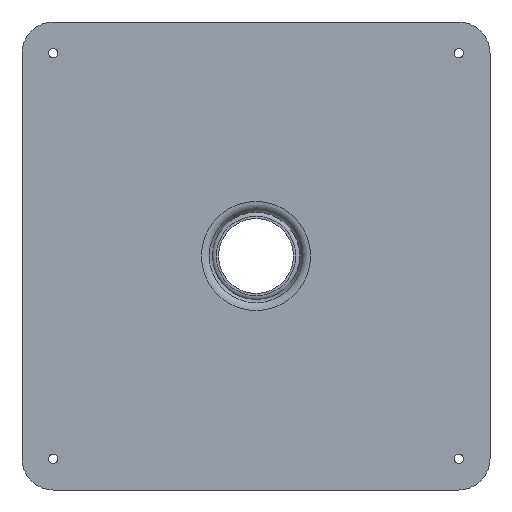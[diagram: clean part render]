
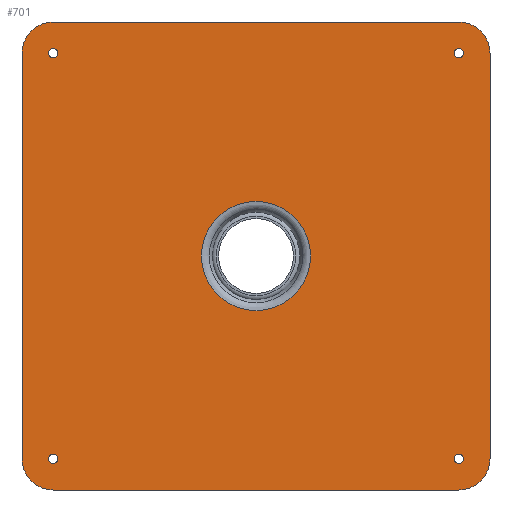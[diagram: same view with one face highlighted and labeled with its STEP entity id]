
A CAD part, front view. The second image highlights one B-rep face of the part: STEP entity #701.
In plain terms, the highlighted planar face has unit normal (0, -1, 0).
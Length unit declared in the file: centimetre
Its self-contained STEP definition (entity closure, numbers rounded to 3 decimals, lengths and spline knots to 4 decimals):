
#39=FACE_BOUND('',#238,.T.);
#40=FACE_BOUND('',#239,.T.);
#41=FACE_BOUND('',#240,.T.);
#42=FACE_BOUND('',#241,.T.);
#43=FACE_BOUND('',#242,.T.);
#54=PLANE('',#809);
#89=LINE('',#1222,#123);
#93=LINE('',#1234,#127);
#97=LINE('',#1246,#131);
#101=LINE('',#1257,#135);
#123=VECTOR('',#1015,10.);
#127=VECTOR('',#1027,10.);
#131=VECTOR('',#1039,10.);
#135=VECTOR('',#1051,10.);
#185=FACE_OUTER_BOUND('',#237,.T.);
#237=EDGE_LOOP('',(#637,#638,#639,#640,#641,#642,#643,#644));
#238=EDGE_LOOP('',(#645));
#239=EDGE_LOOP('',(#646));
#240=EDGE_LOOP('',(#647));
#241=EDGE_LOOP('',(#648));
#242=EDGE_LOOP('',(#649));
#279=CIRCLE('',#766,35.);
#290=CIRCLE('',#782,3.);
#292=CIRCLE('',#785,3.);
#294=CIRCLE('',#788,3.);
#296=CIRCLE('',#791,3.);
#297=CIRCLE('',#793,20.);
#299=CIRCLE('',#797,20.);
#301=CIRCLE('',#801,20.);
#303=CIRCLE('',#805,20.);
#334=VERTEX_POINT('',#1164);
#342=VERTEX_POINT('',#1190);
#344=VERTEX_POINT('',#1196);
#346=VERTEX_POINT('',#1202);
#348=VERTEX_POINT('',#1208);
#349=VERTEX_POINT('',#1212);
#350=VERTEX_POINT('',#1213);
#353=VERTEX_POINT('',#1221);
#355=VERTEX_POINT('',#1227);
#357=VERTEX_POINT('',#1233);
#359=VERTEX_POINT('',#1239);
#361=VERTEX_POINT('',#1245);
#363=VERTEX_POINT('',#1251);
#413=EDGE_CURVE('',#334,#334,#279,.T.);
#426=EDGE_CURVE('',#342,#342,#290,.T.);
#429=EDGE_CURVE('',#344,#344,#292,.T.);
#432=EDGE_CURVE('',#346,#346,#294,.T.);
#435=EDGE_CURVE('',#348,#348,#296,.T.);
#436=EDGE_CURVE('',#349,#350,#297,.T.);
#440=EDGE_CURVE('',#350,#353,#89,.T.);
#443=EDGE_CURVE('',#353,#355,#299,.T.);
#446=EDGE_CURVE('',#355,#357,#93,.T.);
#449=EDGE_CURVE('',#357,#359,#301,.T.);
#452=EDGE_CURVE('',#359,#361,#97,.T.);
#455=EDGE_CURVE('',#361,#363,#303,.T.);
#458=EDGE_CURVE('',#363,#349,#101,.T.);
#637=ORIENTED_EDGE('',*,*,#436,.F.);
#638=ORIENTED_EDGE('',*,*,#458,.F.);
#639=ORIENTED_EDGE('',*,*,#455,.F.);
#640=ORIENTED_EDGE('',*,*,#452,.F.);
#641=ORIENTED_EDGE('',*,*,#449,.F.);
#642=ORIENTED_EDGE('',*,*,#446,.F.);
#643=ORIENTED_EDGE('',*,*,#443,.F.);
#644=ORIENTED_EDGE('',*,*,#440,.F.);
#645=ORIENTED_EDGE('',*,*,#413,.F.);
#646=ORIENTED_EDGE('',*,*,#426,.T.);
#647=ORIENTED_EDGE('',*,*,#429,.T.);
#648=ORIENTED_EDGE('',*,*,#432,.T.);
#649=ORIENTED_EDGE('',*,*,#435,.T.);
#701=ADVANCED_FACE('',(#185,#39,#40,#41,#42,#43),#54,.T.);
#766=AXIS2_PLACEMENT_3D('',#1166,#948,#949);
#782=AXIS2_PLACEMENT_3D('',#1192,#982,#983);
#785=AXIS2_PLACEMENT_3D('',#1198,#989,#990);
#788=AXIS2_PLACEMENT_3D('',#1204,#996,#997);
#791=AXIS2_PLACEMENT_3D('',#1210,#1003,#1004);
#793=AXIS2_PLACEMENT_3D('',#1214,#1007,#1008);
#797=AXIS2_PLACEMENT_3D('',#1228,#1020,#1021);
#801=AXIS2_PLACEMENT_3D('',#1240,#1032,#1033);
#805=AXIS2_PLACEMENT_3D('',#1252,#1044,#1045);
#809=AXIS2_PLACEMENT_3D('',#1260,#1055,#1056);
#948=DIRECTION('center_axis',(0.,-1.,0.));
#949=DIRECTION('ref_axis',(1.,0.,0.));
#982=DIRECTION('center_axis',(0.,1.,0.));
#983=DIRECTION('ref_axis',(-1.,0.,0.));
#989=DIRECTION('center_axis',(0.,1.,0.));
#990=DIRECTION('ref_axis',(-1.,0.,0.));
#996=DIRECTION('center_axis',(0.,1.,0.));
#997=DIRECTION('ref_axis',(-1.,0.,0.));
#1003=DIRECTION('center_axis',(0.,1.,0.));
#1004=DIRECTION('ref_axis',(-1.,0.,0.));
#1007=DIRECTION('center_axis',(0.,1.,0.));
#1008=DIRECTION('ref_axis',(0.,0.,
-1.));
#1015=DIRECTION('',(-1.,0.,0.));
#1020=DIRECTION('center_axis',(0.,1.,0.));
#1021=DIRECTION('ref_axis',(-1.,0.,0.));
#1027=DIRECTION('',(0.,0.,1.));
#1032=DIRECTION('center_axis',(0.,1.,0.));
#1033=DIRECTION('ref_axis',(0.,0.,1.));
#1039=DIRECTION('',(1.,0.,0.));
#1044=DIRECTION('center_axis',(0.,1.,0.));
#1045=DIRECTION('ref_axis',(1.,0.,0.));
#1051=DIRECTION('',(0.,0.,-1.));
#1055=DIRECTION('center_axis',(0.,-1.,0.));
#1056=DIRECTION('ref_axis',(1.,0.,0.));
#1164=CARTESIAN_POINT('',(-35.,0.,0.));
#1166=CARTESIAN_POINT('Origin',(0.,0.,0.));
#1190=CARTESIAN_POINT('',(-127.,0.,-130.));
#1192=CARTESIAN_POINT('Origin',(-130.,0.,-130.));
#1196=CARTESIAN_POINT('',(-127.,0.,130.));
#1198=CARTESIAN_POINT('Origin',(-130.,0.,130.));
#1202=CARTESIAN_POINT('',(133.,0.,130.));
#1204=CARTESIAN_POINT('Origin',(130.,0.,130.));
#1208=CARTESIAN_POINT('',(133.,0.,-130.));
#1210=CARTESIAN_POINT('Origin',(130.,0.,-130.));
#1212=CARTESIAN_POINT('',(150.,0.,-130.));
#1213=CARTESIAN_POINT('',(130.,0.,-150.));
#1214=CARTESIAN_POINT('Origin',(130.,0.,-130.));
#1221=CARTESIAN_POINT('',(-130.,0.,-150.));
#1222=CARTESIAN_POINT('',(-130.,0.,-150.));
#1227=CARTESIAN_POINT('',(-150.,0.,-130.));
#1228=CARTESIAN_POINT('Origin',(-130.,0.,-130.));
#1233=CARTESIAN_POINT('',(-150.,0.,130.));
#1234=CARTESIAN_POINT('',(-150.,0.,130.));
#1239=CARTESIAN_POINT('',(-130.,0.,150.));
#1240=CARTESIAN_POINT('Origin',(-130.,0.,130.));
#1245=CARTESIAN_POINT('',(130.,0.,150.));
#1246=CARTESIAN_POINT('',(130.,0.,150.));
#1251=CARTESIAN_POINT('',(150.,0.,130.));
#1252=CARTESIAN_POINT('Origin',(130.,0.,130.));
#1257=CARTESIAN_POINT('',(150.,0.,-130.));
#1260=CARTESIAN_POINT('Origin',(0.,0.,
0.));
